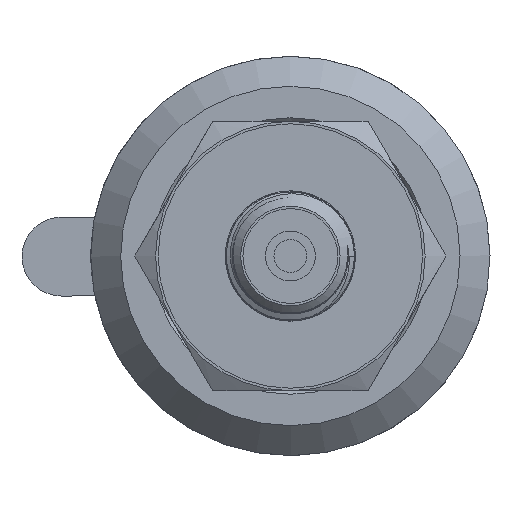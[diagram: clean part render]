
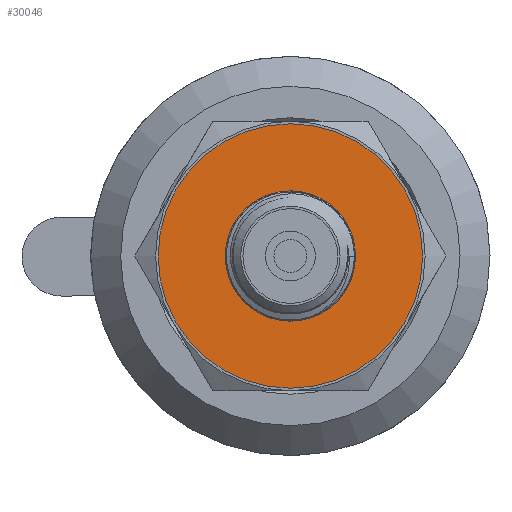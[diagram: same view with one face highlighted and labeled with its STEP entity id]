
A CAD part, left-side view. The second image highlights one B-rep face of the part: STEP entity #30046.
In plain terms, the highlighted planar face has unit normal (-1, 0, 0).
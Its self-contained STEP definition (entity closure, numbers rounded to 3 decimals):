
#519=PLANE('',#31583);
#1528=FACE_BOUND('',#3788,.T.);
#2092=FACE_OUTER_BOUND('',#3787,.T.);
#3787=EDGE_LOOP('',(#22092));
#3788=EDGE_LOOP('',(#22093));
#5277=CIRCLE('',#31555,13.25);
#5279=CIRCLE('',#31559,6.5);
#13265=VERTEX_POINT('',#50187);
#13268=VERTEX_POINT('',#50584);
#16579=EDGE_CURVE('',#13265,#13265,#5277,.T.);
#16585=EDGE_CURVE('',#13268,#13268,#5279,.T.);
#22092=ORIENTED_EDGE('',*,*,#16579,.T.);
#22093=ORIENTED_EDGE('',*,*,#16585,.T.);
#30046=ADVANCED_FACE('',(#2092,#1528),#519,.T.);
#31555=AXIS2_PLACEMENT_3D('',#50188,#34023,#34024);
#31559=AXIS2_PLACEMENT_3D('',#50585,#34032,#34033);
#31583=AXIS2_PLACEMENT_3D('',#52252,#34086,#34087);
#34023=DIRECTION('center_axis',(-1.,0.,0.));
#34024=DIRECTION('ref_axis',(0.,1.,0.));
#34032=DIRECTION('center_axis',(1.,0.,0.));
#34033=DIRECTION('ref_axis',(0.,0.,-1.));
#34086=DIRECTION('center_axis',(-1.,0.,0.));
#34087=DIRECTION('ref_axis',(0.,0.,1.));
#50187=CARTESIAN_POINT('',(-47.,-13.25,0.));
#50188=CARTESIAN_POINT('Origin',(-47.,0.,0.));
#50584=CARTESIAN_POINT('',(-47.,0.,6.5));
#50585=CARTESIAN_POINT('Origin',(-47.,0.,0.));
#52252=CARTESIAN_POINT('Origin',(-47.,13.5,0.));
